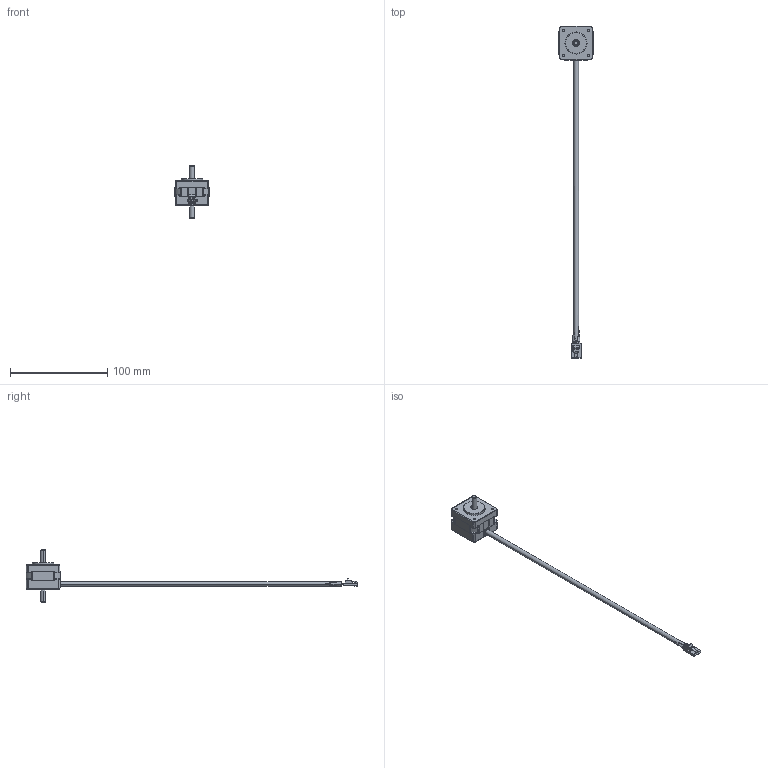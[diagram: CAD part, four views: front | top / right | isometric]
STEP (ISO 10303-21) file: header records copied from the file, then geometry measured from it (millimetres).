
FILE_DESCRIPTION (( 'STEP AP214' ), '1' );
FILE_NAME ('STP-MTRL-14026D.STEP', '2018-08-08T21:03:46', ( '' ), ( '' ), 'SwSTEP 2.0', 'SolidWorks 2017', '' );
FILE_SCHEMA (( 'AUTOMOTIVE_DESIGN' ));
Length unit declared in the file: inch
Products named in the file (1): STP-MTRL-14026D
Bounding box: 35.08 x 341.55 x 53.8 mm (x, y, z)
Volume: 20903.6 mm3; surface area: 21074.9 mm2
Topology: 10 solids, 10 shells, 564 faces, 1367 edges, 848 vertices
Faces by surface type: plane 292, cylinder 180, torus 34, sphere 32, cone 16, bspline 10
Entity records: 25089 total; most frequent: CARTESIAN_POINT 4401, DIRECTION 2794, ORIENTED_EDGE 2694, EDGE_CURVE 1347, AXIS2_PLACEMENT_3D 1003, VERTEX_POINT 848, LINE 788, VECTOR 788
